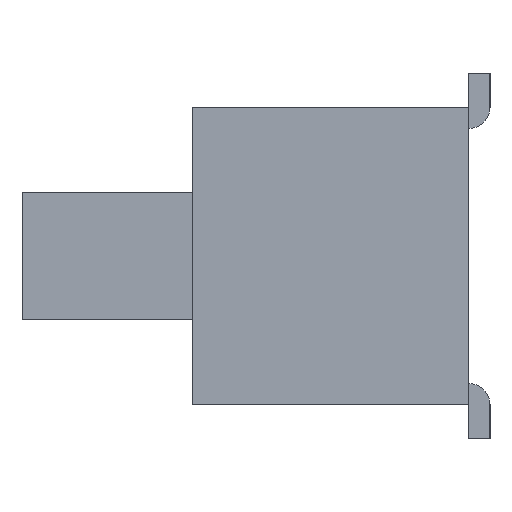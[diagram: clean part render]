
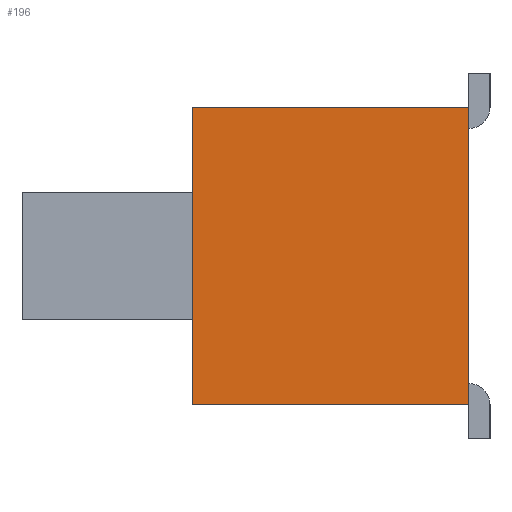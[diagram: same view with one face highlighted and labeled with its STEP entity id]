
A CAD part, left-side view. The second image highlights one B-rep face of the part: STEP entity #196.
In plain terms, the highlighted planar face has unit normal (-1, 0, 0).
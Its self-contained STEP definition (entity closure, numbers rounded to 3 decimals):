
#145 = VECTOR ( 'NONE', #1578, 1000. ) ;
#146 = DIRECTION ( 'NONE',  ( 1., 0., 0. ) ) ;
#184 = ORIENTED_EDGE ( 'NONE', *, *, #1019, .F. ) ;
#196 = ADVANCED_FACE ( 'NONE', ( #1126 ), #1555, .F. ) ;
#216 = VECTOR ( 'NONE', #1533, 1000. ) ;
#219 = ORIENTED_EDGE ( 'NONE', *, *, #1565, .F. ) ;
#266 = ORIENTED_EDGE ( 'NONE', *, *, #1608, .T. ) ;
#362 = VERTEX_POINT ( 'NONE', #961 ) ;
#429 = VECTOR ( 'NONE', #580, 1000. ) ;
#580 = DIRECTION ( 'NONE',  ( 0., -1., 0. ) ) ;
#655 = LINE ( 'NONE', #674, #1316 ) ;
#670 = CARTESIAN_POINT ( 'NONE',  ( -6., 3.25, 1.75 ) ) ;
#674 = CARTESIAN_POINT ( 'NONE',  ( -6., 3.25, -1.75 ) ) ;
#757 = VERTEX_POINT ( 'NONE', #1990 ) ;
#808 = CARTESIAN_POINT ( 'NONE',  ( -6., 3.25, 1.75 ) ) ;
#933 = EDGE_LOOP ( 'NONE', ( #266, #219, #184, #1152 ) ) ;
#961 = CARTESIAN_POINT ( 'NONE',  ( -6., 3.25, 1.75 ) ) ;
#1005 = LINE ( 'NONE', #1169, #145 ) ;
#1019 = EDGE_CURVE ( 'NONE', #1791, #362, #1891, .T. ) ;
#1107 = CARTESIAN_POINT ( 'NONE',  ( -6., 0., 1.75 ) ) ;
#1109 = AXIS2_PLACEMENT_3D ( 'NONE', #670, #146, #1922 ) ;
#1126 = FACE_OUTER_BOUND ( 'NONE', #933, .T. ) ;
#1152 = ORIENTED_EDGE ( 'NONE', *, *, #1587, .T. ) ;
#1169 = CARTESIAN_POINT ( 'NONE',  ( -6., 0., 1.75 ) ) ;
#1202 = DIRECTION ( 'NONE',  ( 0., -1., 0. ) ) ;
#1240 = CARTESIAN_POINT ( 'NONE',  ( -6., 3.25, -1.75 ) ) ;
#1316 = VECTOR ( 'NONE', #1202, 1000. ) ;
#1533 = DIRECTION ( 'NONE',  ( 0., 0., 1. ) ) ;
#1555 = PLANE ( 'NONE',  #1109 ) ;
#1565 = EDGE_CURVE ( 'NONE', #362, #1871, #2020, .T. ) ;
#1578 = DIRECTION ( 'NONE',  ( 0., 0., 1. ) ) ;
#1587 = EDGE_CURVE ( 'NONE', #1791, #757, #655, .T. ) ;
#1608 = EDGE_CURVE ( 'NONE', #757, #1871, #1005, .T. ) ;
#1791 = VERTEX_POINT ( 'NONE', #1240 ) ;
#1871 = VERTEX_POINT ( 'NONE', #1107 ) ;
#1891 = LINE ( 'NONE', #2296, #216 ) ;
#1922 = DIRECTION ( 'NONE',  ( 0., 0., -1. ) ) ;
#1990 = CARTESIAN_POINT ( 'NONE',  ( -6., 0., -1.75 ) ) ;
#2020 = LINE ( 'NONE', #808, #429 ) ;
#2296 = CARTESIAN_POINT ( 'NONE',  ( -6., 3.25, 1.75 ) ) ;
